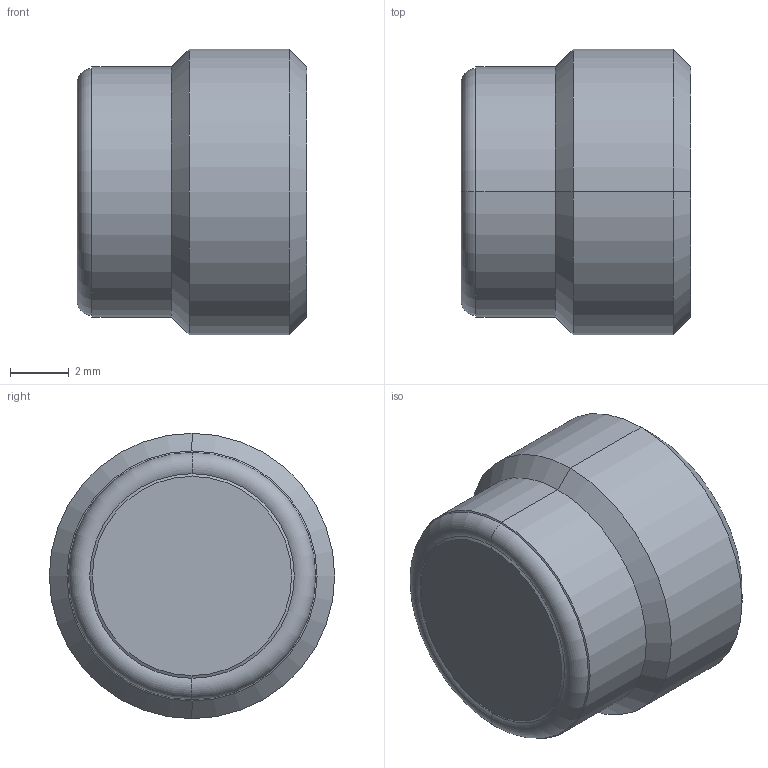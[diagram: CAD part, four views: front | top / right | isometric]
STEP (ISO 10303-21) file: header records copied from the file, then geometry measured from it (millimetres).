
FILE_DESCRIPTION (( 'STEP AP214' ), '1' );
FILE_NAME ('RVH-G18-R-V-A.STEP', '2021-06-04T14:03:26', ( '' ), ( '' ), 'SwSTEP 2.0', 'SolidWorks 2020', '' );
FILE_SCHEMA (( 'AUTOMOTIVE_DESIGN' ));
Length unit declared in the file: millimetre
Products named in the file (1): RVH-G18-R-V-A
Bounding box: 7.8 x 9.7 x 9.7 mm (x, y, z)
Volume: 443.9 mm3; surface area: 397 mm2
Topology: 1 solids, 1 shells, 23 faces, 48 edges, 28 vertices
Faces by surface type: plane 9, cone 8, cylinder 4, torus 2
Entity records: 660 total; most frequent: DIRECTION 114, CARTESIAN_POINT 100, ORIENTED_EDGE 96, EDGE_CURVE 48, AXIS2_PLACEMENT_3D 42, LINE 30, VECTOR 30, VERTEX_POINT 28
